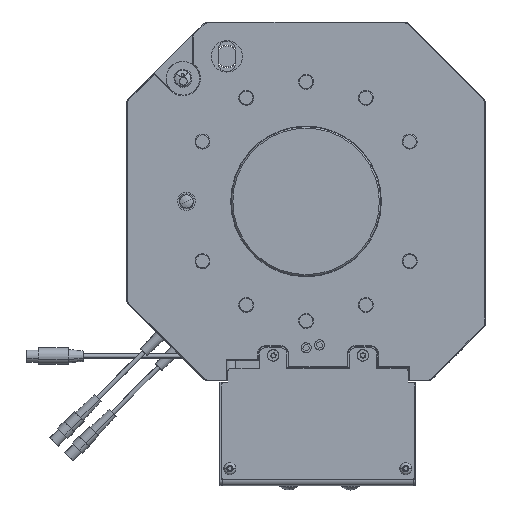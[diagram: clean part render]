
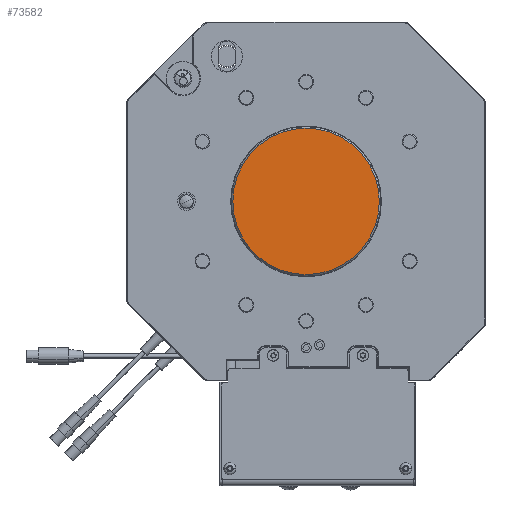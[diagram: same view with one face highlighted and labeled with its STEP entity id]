
A CAD part, top view. The second image highlights one B-rep face of the part: STEP entity #73582.
In plain terms, the highlighted planar face has unit normal (0, 0, 1).
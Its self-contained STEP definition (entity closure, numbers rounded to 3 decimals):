
#1240 = FACE_OUTER_BOUND ( 'NONE', #114274, .T. ) ;
#16275 = CARTESIAN_POINT ( 'NONE',  ( 81.343, -116., 65.4 ) ) ;
#16651 = CARTESIAN_POINT ( 'NONE',  ( 0., 0., 65.4 ) ) ;
#21205 = VERTEX_POINT ( 'NONE', #48092 ) ;
#23528 = DIRECTION ( 'NONE',  ( 0., 0., 1. ) ) ;
#28159 = PLANE ( 'NONE',  #41770 ) ;
#30037 = ORIENTED_EDGE ( 'NONE', *, *, #104922, .T. ) ;
#32782 = DIRECTION ( 'NONE',  ( -1., 0., 0. ) ) ;
#41770 = AXIS2_PLACEMENT_3D ( 'NONE', #16275, #53603, #69859 ) ;
#48092 = CARTESIAN_POINT ( 'NONE',  ( -49., 0., 65.4 ) ) ;
#53544 = CIRCLE ( 'NONE', #110513, 49. ) ;
#53603 = DIRECTION ( 'NONE',  ( 0., 0., -1. ) ) ;
#54658 = VERTEX_POINT ( 'NONE', #73080 ) ;
#63885 = DIRECTION ( 'NONE',  ( 0., 0., 1. ) ) ;
#69859 = DIRECTION ( 'NONE',  ( -1., 0., 0. ) ) ;
#73080 = CARTESIAN_POINT ( 'NONE',  ( 49., 0., 65.4 ) ) ;
#73582 = ADVANCED_FACE ( 'NONE', ( #1240 ), #28159, .F. ) ;
#87180 = AXIS2_PLACEMENT_3D ( 'NONE', #16651, #63885, #32782 ) ;
#90970 = CARTESIAN_POINT ( 'NONE',  ( 0., 0., 65.4 ) ) ;
#97155 = EDGE_CURVE ( 'NONE', #21205, #54658, #53544, .T. ) ;
#104922 = EDGE_CURVE ( 'NONE', #54658, #21205, #108753, .T. ) ;
#108753 = CIRCLE ( 'NONE', #87180, 49. ) ;
#110513 = AXIS2_PLACEMENT_3D ( 'NONE', #90970, #23528, #118101 ) ;
#114274 = EDGE_LOOP ( 'NONE', ( #117691, #30037 ) ) ;
#117691 = ORIENTED_EDGE ( 'NONE', *, *, #97155, .T. ) ;
#118101 = DIRECTION ( 'NONE',  ( -1., 0., 0. ) ) ;
